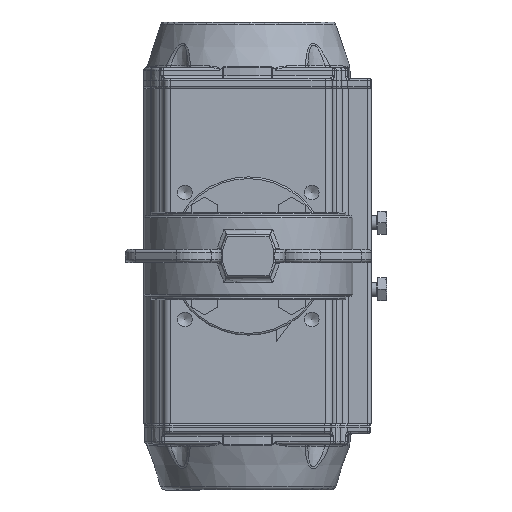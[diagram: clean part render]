
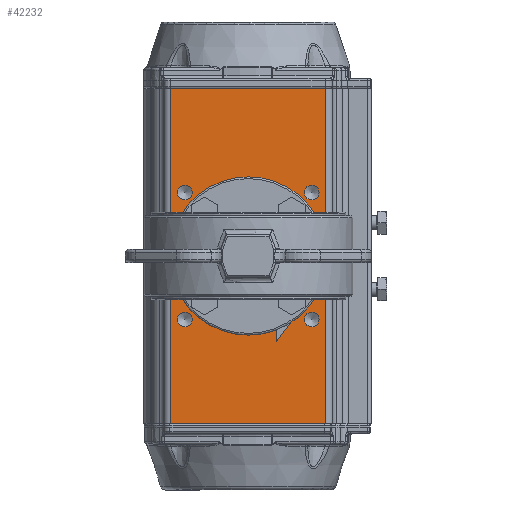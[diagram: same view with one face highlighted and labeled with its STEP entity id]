
A CAD part, front view. The second image highlights one B-rep face of the part: STEP entity #42232.
In plain terms, the highlighted planar face has unit normal (0, -1, 0).
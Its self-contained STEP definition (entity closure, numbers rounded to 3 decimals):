
#3832=PLANE('',#46118);
#5189=LINE('',#71360,#7584);
#5190=LINE('',#71362,#7585);
#5191=LINE('',#71364,#7586);
#5192=LINE('',#71366,#7587);
#7584=VECTOR('',#52000,1000.);
#7585=VECTOR('',#52003,1000.);
#7586=VECTOR('',#52004,1000.);
#7587=VECTOR('',#52005,1000.);
#12520=ORIENTED_EDGE('',*,*,#23606,.F.);
#12521=ORIENTED_EDGE('',*,*,#23605,.T.);
#12522=ORIENTED_EDGE('',*,*,#23607,.T.);
#12523=ORIENTED_EDGE('',*,*,#23608,.F.);
#12524=ORIENTED_EDGE('',*,*,#23609,.T.);
#12525=ORIENTED_EDGE('',*,*,#23610,.T.);
#12526=ORIENTED_EDGE('',*,*,#23611,.T.);
#12527=ORIENTED_EDGE('',*,*,#23612,.T.);
#12528=ORIENTED_EDGE('',*,*,#23613,.T.);
#12529=ORIENTED_EDGE('',*,*,#23614,.T.);
#12530=ORIENTED_EDGE('',*,*,#23615,.T.);
#12531=ORIENTED_EDGE('',*,*,#23616,.T.);
#12532=ORIENTED_EDGE('',*,*,#23617,.T.);
#23605=EDGE_CURVE('',#29446,#29448,#5189,.T.);
#23606=EDGE_CURVE('',#29446,#29449,#5190,.T.);
#23607=EDGE_CURVE('',#29448,#29450,#5191,.T.);
#23608=EDGE_CURVE('',#29449,#29450,#5192,.T.);
#23609=EDGE_CURVE('',#29451,#29451,#32914,.T.);
#23610=EDGE_CURVE('',#29452,#29452,#32915,.T.);
#23611=EDGE_CURVE('',#29453,#29453,#32916,.T.);
#23612=EDGE_CURVE('',#29454,#29454,#32917,.T.);
#23613=EDGE_CURVE('',#29455,#29455,#32918,.T.);
#23614=EDGE_CURVE('',#29456,#29456,#32919,.T.);
#23615=EDGE_CURVE('',#29457,#29457,#32920,.T.);
#23616=EDGE_CURVE('',#29458,#29458,#32921,.T.);
#23617=EDGE_CURVE('',#29459,#29459,#32922,.T.);
#29446=VERTEX_POINT('',#71355);
#29448=VERTEX_POINT('',#71359);
#29449=VERTEX_POINT('',#71363);
#29450=VERTEX_POINT('',#71365);
#29451=VERTEX_POINT('',#71368);
#29452=VERTEX_POINT('',#71370);
#29453=VERTEX_POINT('',#71372);
#29454=VERTEX_POINT('',#71374);
#29455=VERTEX_POINT('',#71376);
#29456=VERTEX_POINT('',#71378);
#29457=VERTEX_POINT('',#71380);
#29458=VERTEX_POINT('',#71382);
#29459=VERTEX_POINT('',#71384);
#32914=CIRCLE('',#46119,3.324);
#32915=CIRCLE('',#46120,3.324);
#32916=CIRCLE('',#46121,3.324);
#32917=CIRCLE('',#46122,3.323);
#32918=CIRCLE('',#46123,4.188);
#32919=CIRCLE('',#46124,4.188);
#32920=CIRCLE('',#46125,4.188);
#32921=CIRCLE('',#46126,4.188);
#32922=CIRCLE('',#46127,21.6);
#35209=EDGE_LOOP('',(#12520,#12521,#12522,#12523));
#35210=EDGE_LOOP('',(#12524));
#35211=EDGE_LOOP('',(#12525));
#35212=EDGE_LOOP('',(#12526));
#35213=EDGE_LOOP('',(#12527));
#35214=EDGE_LOOP('',(#12528));
#35215=EDGE_LOOP('',(#12529));
#35216=EDGE_LOOP('',(#12530));
#35217=EDGE_LOOP('',(#12531));
#35218=EDGE_LOOP('',(#12532));
#38489=FACE_BOUND('',#35209,.T.);
#38490=FACE_BOUND('',#35210,.T.);
#38491=FACE_BOUND('',#35211,.T.);
#38492=FACE_BOUND('',#35212,.T.);
#38493=FACE_BOUND('',#35213,.T.);
#38494=FACE_BOUND('',#35214,.T.);
#38495=FACE_BOUND('',#35215,.T.);
#38496=FACE_BOUND('',#35216,.T.);
#38497=FACE_BOUND('',#35217,.T.);
#38498=FACE_BOUND('',#35218,.T.);
#42232=ADVANCED_FACE('',(#38489,#38490,#38491,#38492,#38493,#38494,#38495,
#38496,#38497,#38498),#3832,.T.);
#46118=AXIS2_PLACEMENT_3D('',#71361,#52001,#52002);
#46119=AXIS2_PLACEMENT_3D('',#71367,#52006,#52007);
#46120=AXIS2_PLACEMENT_3D('',#71369,#52008,#52009);
#46121=AXIS2_PLACEMENT_3D('',#71371,#52010,#52011);
#46122=AXIS2_PLACEMENT_3D('',#71373,#52012,#52013);
#46123=AXIS2_PLACEMENT_3D('',#71375,#52014,#52015);
#46124=AXIS2_PLACEMENT_3D('',#71377,#52016,#52017);
#46125=AXIS2_PLACEMENT_3D('',#71379,#52018,#52019);
#46126=AXIS2_PLACEMENT_3D('',#71381,#52020,#52021);
#46127=AXIS2_PLACEMENT_3D('',#71383,#52022,#52023);
#52000=DIRECTION('',(0.,0.,-1.));
#52001=DIRECTION('',(0.,-1.,0.));
#52002=DIRECTION('',(1.,0.,0.));
#52003=DIRECTION('',(1.,0.,0.));
#52004=DIRECTION('',(1.,0.,0.));
#52005=DIRECTION('',(0.,0.,-1.));
#52006=DIRECTION('',(0.,1.,0.));
#52007=DIRECTION('',(1.,0.,0.));
#52008=DIRECTION('',(0.,1.,0.));
#52009=DIRECTION('',(0.,0.,-1.));
#52010=DIRECTION('',(0.,1.,0.));
#52011=DIRECTION('',(1.,0.,0.));
#52012=DIRECTION('',(0.,1.,0.));
#52013=DIRECTION('',(0.,0.,-1.));
#52014=DIRECTION('',(0.,1.,0.));
#52015=DIRECTION('',(1.,0.,0.));
#52016=DIRECTION('',(0.,1.,0.));
#52017=DIRECTION('',(0.,0.,-1.));
#52018=DIRECTION('',(0.,1.,0.));
#52019=DIRECTION('',(1.,0.,0.));
#52020=DIRECTION('',(0.,1.,0.));
#52021=DIRECTION('',(0.,0.,-1.));
#52022=DIRECTION('',(0.,1.,0.));
#52023=DIRECTION('',(1.,0.,0.));
#71355=CARTESIAN_POINT('',(-44.,-68.,190.));
#71359=CARTESIAN_POINT('',(-44.,-68.,0.));
#71360=CARTESIAN_POINT('',(-44.,-68.,0.));
#71361=CARTESIAN_POINT('',(-44.,-68.,0.));
#71362=CARTESIAN_POINT('',(6.471,-68.,190.));
#71363=CARTESIAN_POINT('',(44.,-68.,190.));
#71364=CARTESIAN_POINT('',(6.471,-68.,0.));
#71365=CARTESIAN_POINT('',(44.,-68.,0.));
#71366=CARTESIAN_POINT('',(44.,-68.,0.));
#71367=CARTESIAN_POINT('',(24.749,-68.,119.749));
#71368=CARTESIAN_POINT('',(28.072,-68.,119.749));
#71369=CARTESIAN_POINT('',(24.749,-68.,70.251));
#71370=CARTESIAN_POINT('',(24.749,-68.,66.928));
#71371=CARTESIAN_POINT('',(-24.749,-68.,70.251));
#71372=CARTESIAN_POINT('',(-21.425,-68.,70.251));
#71373=CARTESIAN_POINT('',(-24.749,-68.,119.749));
#71374=CARTESIAN_POINT('',(-24.749,-68.,116.425));
#71375=CARTESIAN_POINT('',(36.062,-68.,131.062));
#71376=CARTESIAN_POINT('',(40.25,-68.,131.062));
#71377=CARTESIAN_POINT('',(36.062,-68.,58.938));
#71378=CARTESIAN_POINT('',(36.062,-68.,54.75));
#71379=CARTESIAN_POINT('',(-36.062,-68.,58.938));
#71380=CARTESIAN_POINT('',(-31.874,-68.,58.938));
#71381=CARTESIAN_POINT('',(-36.062,-68.,131.062));
#71382=CARTESIAN_POINT('',(-36.062,-68.,126.874));
#71383=CARTESIAN_POINT('',(0.,-68.,95.));
#71384=CARTESIAN_POINT('',(21.6,-68.,95.));
